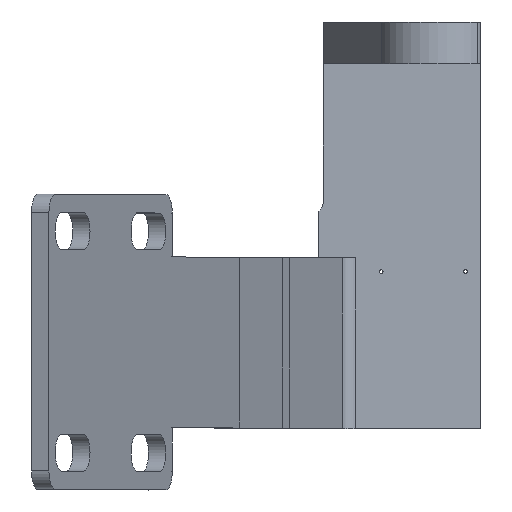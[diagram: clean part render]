
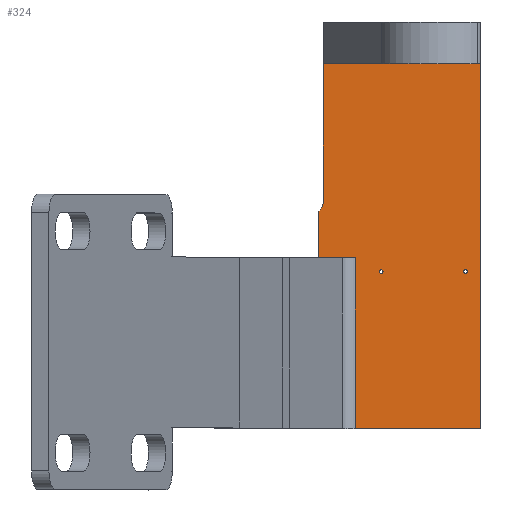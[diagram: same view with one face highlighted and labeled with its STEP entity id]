
A CAD part, top view. The second image highlights one B-rep face of the part: STEP entity #324.
In plain terms, the highlighted planar face has unit normal (0, 0, 1).
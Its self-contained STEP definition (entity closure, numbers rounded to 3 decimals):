
#324=ADVANCED_FACE('',(#457,#458,#459),#460,.T.);
#457=FACE_OUTER_BOUND('',#596,.T.);
#458=FACE_BOUND('',#597,.T.);
#459=FACE_BOUND('',#598,.T.);
#460=PLANE('',#599);
#596=EDGE_LOOP('',(#1037,#1038,#1039,#1040,#1041,#1042,#1043,#1044,#1045));
#597=EDGE_LOOP('',(#1046));
#598=EDGE_LOOP('',(#1047));
#599=AXIS2_PLACEMENT_3D('',#1048,#1049,#1050);
#1037=ORIENTED_EDGE('',*,*,#1212,.F.);
#1038=ORIENTED_EDGE('',*,*,#1213,.T.);
#1039=ORIENTED_EDGE('',*,*,#1103,.T.);
#1040=ORIENTED_EDGE('',*,*,#1132,.T.);
#1041=ORIENTED_EDGE('',*,*,#1189,.F.);
#1042=ORIENTED_EDGE('',*,*,#1126,.T.);
#1043=ORIENTED_EDGE('',*,*,#1117,.T.);
#1044=ORIENTED_EDGE('',*,*,#1129,.F.);
#1045=ORIENTED_EDGE('',*,*,#1124,.T.);
#1046=ORIENTED_EDGE('',*,*,#1214,.T.);
#1047=ORIENTED_EDGE('',*,*,#1130,.T.);
#1048=CARTESIAN_POINT('',(0.0,0.0,3.0));
#1049=DIRECTION('',(0.0,0.0,1.0));
#1050=DIRECTION('',(1.0,0.0,0.0));
#1103=EDGE_CURVE('',#1275,#1276,#1277,.T.);
#1117=EDGE_CURVE('',#1302,#1300,#1303,.T.);
#1124=EDGE_CURVE('',#1314,#1312,#1315,.T.);
#1126=EDGE_CURVE('',#1317,#1302,#1318,.F.);
#1129=EDGE_CURVE('',#1314,#1300,#1322,.T.);
#1130=EDGE_CURVE('',#1323,#1323,#1324,.F.);
#1132=EDGE_CURVE('',#1276,#1325,#1327,.T.);
#1189=EDGE_CURVE('',#1317,#1325,#1425,.T.);
#1212=EDGE_CURVE('',#1457,#1312,#1458,.T.);
#1213=EDGE_CURVE('',#1457,#1275,#1459,.F.);
#1214=EDGE_CURVE('',#1460,#1460,#1461,.F.);
#1275=VERTEX_POINT('',#1543);
#1276=VERTEX_POINT('',#1544);
#1277=LINE('',#1545,#1546);
#1300=VERTEX_POINT('',#1578);
#1302=VERTEX_POINT('',#1581);
#1303=LINE('',#1582,#1583);
#1312=VERTEX_POINT('',#1596);
#1314=VERTEX_POINT('',#1599);
#1315=LINE('',#1600,#1601);
#1317=VERTEX_POINT('',#1604);
#1318=LINE('',#1605,#1606);
#1322=LINE('',#1611,#1612);
#1323=VERTEX_POINT('',#1613);
#1324=CIRCLE('',#1614,0.2);
#1325=VERTEX_POINT('',#1615);
#1327=LINE('',#1618,#1619);
#1425=LINE('',#1756,#1757);
#1457=VERTEX_POINT('',#1804);
#1458=LINE('',#1805,#1806);
#1459=CIRCLE('',#1807,1.5);
#1460=VERTEX_POINT('',#1808);
#1461=CIRCLE('',#1809,0.2);
#1543=CARTESIAN_POINT('',(-12.5,-8.75,3.0));
#1544=CARTESIAN_POINT('',(-12.5,-13.75,3.0));
#1545=CARTESIAN_POINT('',(-12.5,-25.5,3.0));
#1546=VECTOR('',#1869,1.0);
#1578=CARTESIAN_POINT('',(5.0,-32.25,3.0));
#1581=CARTESIAN_POINT('',(-8.555,-32.25,3.0));
#1582=CARTESIAN_POINT('',(0.,-32.25,3.0));
#1583=VECTOR('',#1889,1.0);
#1596=CARTESIAN_POINT('',(-12.,11.75,3.0));
#1599=CARTESIAN_POINT('',(5.0,11.75,3.0));
#1600=CARTESIAN_POINT('',(0.,11.75,3.0));
#1601=VECTOR('',#1898,1.0);
#1604=CARTESIAN_POINT('',(-8.555,-13.75,3.0));
#1605=CARTESIAN_POINT('',(-8.555,-32.25,3.0));
#1606=VECTOR('',#1900,1.0);
#1611=CARTESIAN_POINT('',(5.0,-10.25,3.0));
#1612=VECTOR('',#1905,1.0);
#1613=CARTESIAN_POINT('',(3.585,-15.25,3.0));
#1614=AXIS2_PLACEMENT_3D('',#1906,#1907,#1908);
#1615=CARTESIAN_POINT('',(-11.734,-13.75,3.0));
#1618=CARTESIAN_POINT('',(0.,-13.75,3.0));
#1619=VECTOR('',#1910,1.0);
#1756=CARTESIAN_POINT('',(0.,-13.75,3.0));
#1757=VECTOR('',#2001,1.0);
#1804=CARTESIAN_POINT('',(-12.,-7.632,3.0));
#1805=CARTESIAN_POINT('',(-12.,1.5,3.0));
#1806=VECTOR('',#2038,1.0);
#1807=AXIS2_PLACEMENT_3D('',#2039,#2040,#2041);
#1808=CARTESIAN_POINT('',(-5.55,-15.25,3.0));
#1809=AXIS2_PLACEMENT_3D('',#2042,#2043,#2044);
#1869=DIRECTION('',(0.,-1.0,0.0));
#1889=DIRECTION('',(1.0,0.0,0.0));
#1898=DIRECTION('',(-1.0,0.,0.0));
#1900=DIRECTION('',(0.,1.0,0.0));
#1905=DIRECTION('',(0.,-1.0,0.0));
#1906=CARTESIAN_POINT('',(3.385,-15.25,3.0));
#1907=DIRECTION('',(0.0,0.0,1.0));
#1908=DIRECTION('',(1.0,0.0,0.0));
#1910=DIRECTION('',(1.0,0.,0.0));
#2001=DIRECTION('',(-1.0,0.,0.0));
#2038=DIRECTION('',(0.,1.0,0.0));
#2039=CARTESIAN_POINT('',(-13.5,-7.632,3.0));
#2040=DIRECTION('',(0.0,0.0,1.0));
#2041=DIRECTION('',(1.0,0.0,0.0));
#2042=CARTESIAN_POINT('',(-5.75,-15.25,3.0));
#2043=DIRECTION('',(0.0,0.0,1.0));
#2044=DIRECTION('',(1.0,0.0,0.0));
